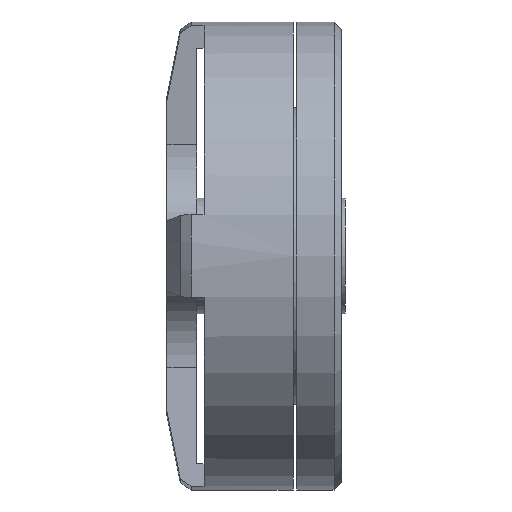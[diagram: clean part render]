
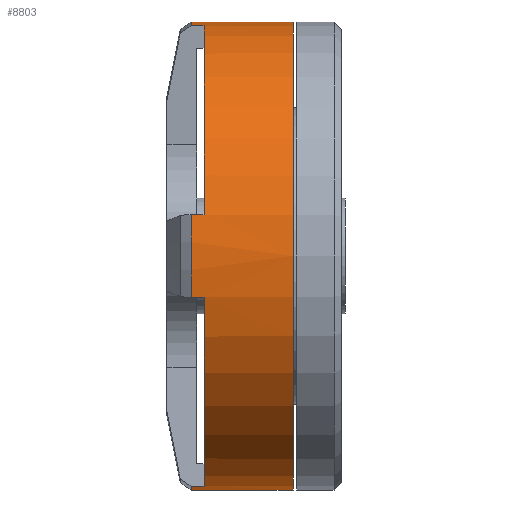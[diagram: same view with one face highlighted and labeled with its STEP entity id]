
A CAD part, left-side view. The second image highlights one B-rep face of the part: STEP entity #8803.
In plain terms, the highlighted cylindrical face has radius 31.5 mm (diameter 63 mm), a partial arc.
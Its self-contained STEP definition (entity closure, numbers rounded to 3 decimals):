
#148 = CARTESIAN_POINT ( 'NONE',  ( -31.002, 18.5, -5.579 ) ) ;
#462 = FACE_OUTER_BOUND ( 'NONE', #9341, .T. ) ;
#670 = AXIS2_PLACEMENT_3D ( 'NONE', #6061, #9790, #12138 ) ;
#713 = EDGE_CURVE ( 'NONE', #7634, #14093, #13975, .T. ) ;
#849 = CARTESIAN_POINT ( 'NONE',  ( 0., 20.225, -31.5 ) ) ;
#902 = CARTESIAN_POINT ( 'NONE',  ( -31.002, 20.225, 5.579 ) ) ;
#1089 = CARTESIAN_POINT ( 'NONE',  ( 0., 18.5, 0. ) ) ;
#1246 = DIRECTION ( 'NONE',  ( 0., 0., 1. ) ) ;
#1305 = DIRECTION ( 'NONE',  ( 0., 1., 0. ) ) ;
#1577 = CARTESIAN_POINT ( 'NONE',  ( 0., 23.5, 31.5 ) ) ;
#1798 = CARTESIAN_POINT ( 'NONE',  ( -5.579, 18.5, -31.002 ) ) ;
#2028 = VERTEX_POINT ( 'NONE', #902 ) ;
#2143 = CARTESIAN_POINT ( 'NONE',  ( -31.002, 18.5, 5.579 ) ) ;
#2177 = VECTOR ( 'NONE', #8867, 1000. ) ;
#2215 = VECTOR ( 'NONE', #10435, 1000. ) ;
#2328 = ORIENTED_EDGE ( 'NONE', *, *, #2855, .T. ) ;
#2539 = DIRECTION ( 'NONE',  ( 0., 1., 0. ) ) ;
#2855 = EDGE_CURVE ( 'NONE', #3419, #7634, #15912, .T. ) ;
#2995 = CARTESIAN_POINT ( 'NONE',  ( 0., 6.5, -31.5 ) ) ;
#3184 = VERTEX_POINT ( 'NONE', #2143 ) ;
#3419 = VERTEX_POINT ( 'NONE', #12419 ) ;
#4121 = CIRCLE ( 'NONE', #670, 31.5 ) ;
#4144 = ORIENTED_EDGE ( 'NONE', *, *, #9602, .F. ) ;
#4520 = VERTEX_POINT ( 'NONE', #14887 ) ;
#4680 = DIRECTION ( 'NONE',  ( 0., 0., 1. ) ) ;
#4771 = ORIENTED_EDGE ( 'NONE', *, *, #10636, .F. ) ;
#5242 = CARTESIAN_POINT ( 'NONE',  ( 0., 23.5, -31.5 ) ) ;
#5274 = CARTESIAN_POINT ( 'NONE',  ( 0., 20.225, 31.5 ) ) ;
#5282 = DIRECTION ( 'NONE',  ( 0., 1., 0. ) ) ;
#5302 = CARTESIAN_POINT ( 'NONE',  ( 0., 20.225, 0. ) ) ;
#5533 = DIRECTION ( 'NONE',  ( 0., -1., 0. ) ) ;
#5693 = CYLINDRICAL_SURFACE ( 'NONE', #8363, 31.5 ) ;
#5703 = CARTESIAN_POINT ( 'NONE',  ( -31.002, 18.5, 5.579 ) ) ;
#5810 = CARTESIAN_POINT ( 'NONE',  ( -31.002, 18.5, -5.579 ) ) ;
#5897 = VERTEX_POINT ( 'NONE', #5810 ) ;
#5902 = CARTESIAN_POINT ( 'NONE',  ( -31.002, 20.225, -5.579 ) ) ;
#5933 = CIRCLE ( 'NONE', #13505, 31.5 ) ;
#6046 = AXIS2_PLACEMENT_3D ( 'NONE', #15046, #10051, #6408 ) ;
#6061 = CARTESIAN_POINT ( 'NONE',  ( 0., 20.225, 0. ) ) ;
#6269 = EDGE_CURVE ( 'NONE', #15379, #12374, #14452, .T. ) ;
#6273 = VECTOR ( 'NONE', #5533, 1000. ) ;
#6408 = DIRECTION ( 'NONE',  ( 0., 0., 1. ) ) ;
#6529 = DIRECTION ( 'NONE',  ( 0., -1., 0. ) ) ;
#6991 = VECTOR ( 'NONE', #2539, 1000. ) ;
#7090 = EDGE_CURVE ( 'NONE', #2028, #12262, #4121, .T. ) ;
#7167 = DIRECTION ( 'NONE',  ( 0., 1., 0. ) ) ;
#7310 = ORIENTED_EDGE ( 'NONE', *, *, #7090, .T. ) ;
#7605 = ORIENTED_EDGE ( 'NONE', *, *, #8550, .T. ) ;
#7634 = VERTEX_POINT ( 'NONE', #849 ) ;
#7845 = AXIS2_PLACEMENT_3D ( 'NONE', #14070, #15401, #12941 ) ;
#8265 = DIRECTION ( 'NONE',  ( 0., -1., 0. ) ) ;
#8363 = AXIS2_PLACEMENT_3D ( 'NONE', #13053, #8265, #14297 ) ;
#8390 = ORIENTED_EDGE ( 'NONE', *, *, #13811, .T. ) ;
#8529 = EDGE_CURVE ( 'NONE', #15379, #15245, #12671, .T. ) ;
#8550 = EDGE_CURVE ( 'NONE', #4520, #3419, #10719, .T. ) ;
#8656 = LINE ( 'NONE', #14091, #11776 ) ;
#8695 = EDGE_CURVE ( 'NONE', #3184, #2028, #10299, .T. ) ;
#8803 = ADVANCED_FACE ( 'NONE', ( #462 ), #5693, .T. ) ;
#8867 = DIRECTION ( 'NONE',  ( 0., -1., 0. ) ) ;
#9171 = ORIENTED_EDGE ( 'NONE', *, *, #13538, .F. ) ;
#9341 = EDGE_LOOP ( 'NONE', ( #13921, #15259, #9171, #4771, #16027, #7310, #4144, #9384, #7605, #2328, #9573, #8390 ) ) ;
#9384 = ORIENTED_EDGE ( 'NONE', *, *, #13942, .F. ) ;
#9573 = ORIENTED_EDGE ( 'NONE', *, *, #713, .T. ) ;
#9602 = EDGE_CURVE ( 'NONE', #5897, #12262, #10258, .T. ) ;
#9790 = DIRECTION ( 'NONE',  ( 0., -1., 0. ) ) ;
#10003 = CIRCLE ( 'NONE', #14663, 31.5 ) ;
#10051 = DIRECTION ( 'NONE',  ( 0., 1., 0. ) ) ;
#10258 = LINE ( 'NONE', #148, #6991 ) ;
#10299 = LINE ( 'NONE', #5703, #13996 ) ;
#10435 = DIRECTION ( 'NONE',  ( 0., 1., 0. ) ) ;
#10583 = AXIS2_PLACEMENT_3D ( 'NONE', #5302, #6529, #15237 ) ;
#10636 = EDGE_CURVE ( 'NONE', #3184, #13421, #12336, .T. ) ;
#10719 = LINE ( 'NONE', #1798, #2215 ) ;
#10759 = DIRECTION ( 'NONE',  ( 0., 1., 0. ) ) ;
#11776 = VECTOR ( 'NONE', #5282, 1000. ) ;
#12101 = CARTESIAN_POINT ( 'NONE',  ( 0., 6.5, 0. ) ) ;
#12138 = DIRECTION ( 'NONE',  ( 0., 0., 1. ) ) ;
#12262 = VERTEX_POINT ( 'NONE', #5902 ) ;
#12336 = CIRCLE ( 'NONE', #6046, 31.5 ) ;
#12374 = VERTEX_POINT ( 'NONE', #13684 ) ;
#12419 = CARTESIAN_POINT ( 'NONE',  ( -5.579, 20.225, -31.002 ) ) ;
#12671 = LINE ( 'NONE', #1577, #6273 ) ;
#12941 = DIRECTION ( 'NONE',  ( 0., 0., 1. ) ) ;
#13053 = CARTESIAN_POINT ( 'NONE',  ( 0., 23.5, 0. ) ) ;
#13421 = VERTEX_POINT ( 'NONE', #14683 ) ;
#13505 = AXIS2_PLACEMENT_3D ( 'NONE', #12101, #7167, #4680 ) ;
#13538 = EDGE_CURVE ( 'NONE', #13421, #12374, #8656, .T. ) ;
#13684 = CARTESIAN_POINT ( 'NONE',  ( -5.579, 20.225, 31.002 ) ) ;
#13811 = EDGE_CURVE ( 'NONE', #14093, #15245, #5933, .T. ) ;
#13921 = ORIENTED_EDGE ( 'NONE', *, *, #8529, .F. ) ;
#13942 = EDGE_CURVE ( 'NONE', #4520, #5897, #10003, .T. ) ;
#13975 = LINE ( 'NONE', #5242, #2177 ) ;
#13996 = VECTOR ( 'NONE', #10759, 1000. ) ;
#14070 = CARTESIAN_POINT ( 'NONE',  ( 0., 20.225, 0. ) ) ;
#14091 = CARTESIAN_POINT ( 'NONE',  ( -5.579, 18.5, 31.002 ) ) ;
#14093 = VERTEX_POINT ( 'NONE', #2995 ) ;
#14297 = DIRECTION ( 'NONE',  ( 0., 0., -1. ) ) ;
#14452 = CIRCLE ( 'NONE', #10583, 31.5 ) ;
#14663 = AXIS2_PLACEMENT_3D ( 'NONE', #1089, #1305, #1246 ) ;
#14683 = CARTESIAN_POINT ( 'NONE',  ( -5.579, 18.5, 31.002 ) ) ;
#14887 = CARTESIAN_POINT ( 'NONE',  ( -5.579, 18.5, -31.002 ) ) ;
#15046 = CARTESIAN_POINT ( 'NONE',  ( 0., 18.5, 0. ) ) ;
#15237 = DIRECTION ( 'NONE',  ( 0., 0., 1. ) ) ;
#15245 = VERTEX_POINT ( 'NONE', #15526 ) ;
#15259 = ORIENTED_EDGE ( 'NONE', *, *, #6269, .T. ) ;
#15379 = VERTEX_POINT ( 'NONE', #5274 ) ;
#15401 = DIRECTION ( 'NONE',  ( 0., -1., 0. ) ) ;
#15526 = CARTESIAN_POINT ( 'NONE',  ( 0., 6.5, 31.5 ) ) ;
#15912 = CIRCLE ( 'NONE', #7845, 31.5 ) ;
#16027 = ORIENTED_EDGE ( 'NONE', *, *, #8695, .T. ) ;
